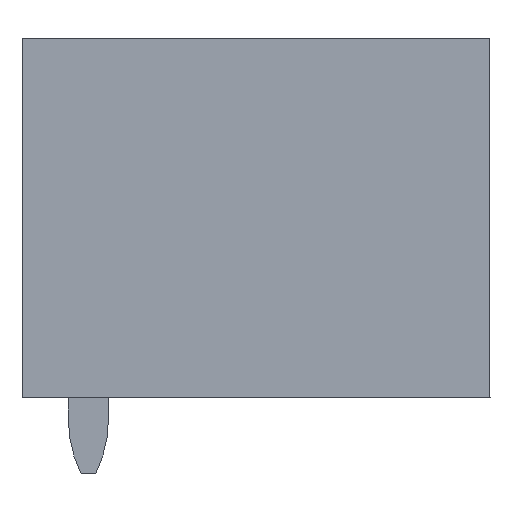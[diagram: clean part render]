
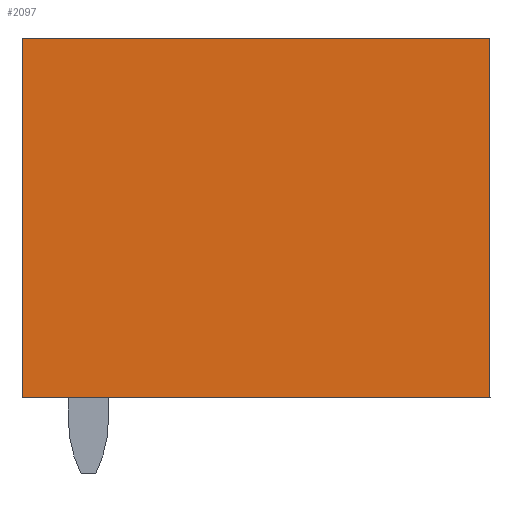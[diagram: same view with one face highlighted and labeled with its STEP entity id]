
A CAD part, left-side view. The second image highlights one B-rep face of the part: STEP entity #2097.
In plain terms, the highlighted planar face has unit normal (-1, 0, 0).
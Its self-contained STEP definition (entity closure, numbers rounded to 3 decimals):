
#2084=AXIS2_PLACEMENT_3D('Plane Axis2P3D',#2081,#2082,#2083) ;
#40=CARTESIAN_POINT('Vertex',(0.,0.,1.5)) ;
#45=CARTESIAN_POINT('Line Origine',(0.,4.6,1.5)) ;
#49=CARTESIAN_POINT('Vertex',(0.,9.2,1.5)) ;
#554=CARTESIAN_POINT('Vertex',(0.,0.,8.57)) ;
#557=CARTESIAN_POINT('Line Origine',(0.,0.,5.035)) ;
#2001=CARTESIAN_POINT('Vertex',(0.,9.2,8.57)) ;
#2004=CARTESIAN_POINT('Line Origine',(0.,4.6,8.57)) ;
#2081=CARTESIAN_POINT('Axis2P3D Location',(0.,0.,0.)) ;
#2086=CARTESIAN_POINT('Line Origine',(0.,9.2,5.035)) ;
#46=DIRECTION('Vector Direction',(0.,1.,0.)) ;
#558=DIRECTION('Vector Direction',(0.,0.,-1.)) ;
#2005=DIRECTION('Vector Direction',(0.,-1.,0.)) ;
#2082=DIRECTION('Axis2P3D Direction',(-1.,0.,0.)) ;
#2083=DIRECTION('Axis2P3D XDirection',(0.,-1.,0.)) ;
#2087=DIRECTION('Vector Direction',(0.,0.,1.)) ;
#47=VECTOR('Line Direction',#46,1.) ;
#559=VECTOR('Line Direction',#558,1.) ;
#2006=VECTOR('Line Direction',#2005,1.) ;
#2088=VECTOR('Line Direction',#2087,1.) ;
#2092=ORIENTED_EDGE('',*,*,#2090,.T.) ;
#2093=ORIENTED_EDGE('',*,*,#51,.T.) ;
#2094=ORIENTED_EDGE('',*,*,#561,.T.) ;
#2095=ORIENTED_EDGE('',*,*,#2008,.T.) ;
#2097=ADVANCED_FACE('HOUSING',(#2096),#2085,.T.) ;
#51=EDGE_CURVE('',#50,#41,#48,.F.) ;
#561=EDGE_CURVE('',#41,#555,#560,.F.) ;
#2008=EDGE_CURVE('',#555,#2002,#2007,.F.) ;
#2090=EDGE_CURVE('',#2002,#50,#2089,.F.) ;
#2091=EDGE_LOOP('',(#2092,#2093,#2094,#2095)) ;
#2096=FACE_OUTER_BOUND('',#2091,.T.) ;
#48=LINE('Line',#45,#47) ;
#560=LINE('Line',#557,#559) ;
#2007=LINE('Line',#2004,#2006) ;
#2089=LINE('Line',#2086,#2088) ;
#2085=PLANE('',#2084) ;
#41=VERTEX_POINT('',#40) ;
#50=VERTEX_POINT('',#49) ;
#555=VERTEX_POINT('',#554) ;
#2002=VERTEX_POINT('',#2001) ;
